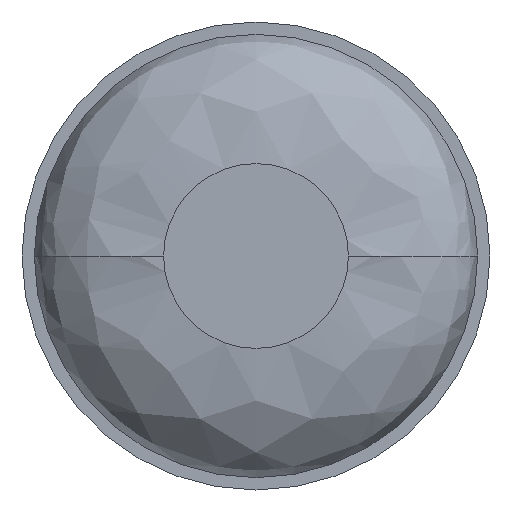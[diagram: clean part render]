
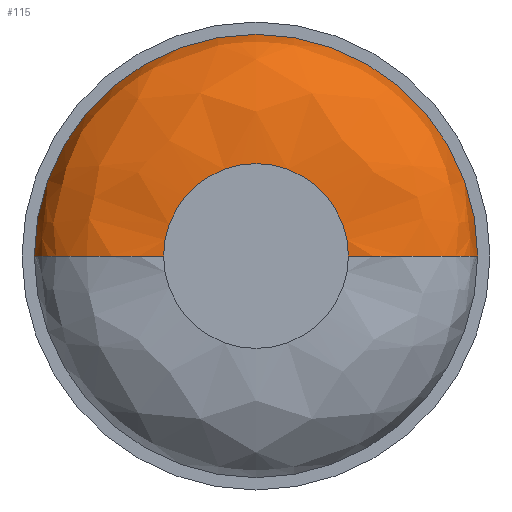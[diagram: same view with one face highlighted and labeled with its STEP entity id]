
A CAD part, left-side view. The second image highlights one B-rep face of the part: STEP entity #115.
In plain terms, the highlighted free-form (B-spline) face has degree [3, 3] with [4, 4] control points.
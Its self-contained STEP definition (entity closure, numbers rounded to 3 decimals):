
#2 = VERTEX_POINT ( 'NONE', #319 ) ;
#6 = B_SPLINE_CURVE_WITH_KNOTS ( 'NONE', 3,
 ( #277, #213, #369, #330 ),
 .UNSPECIFIED., .F., .F.,
 ( 4, 4 ),
 ( 0., 1. ),
 .UNSPECIFIED. ) ;
#8 = CARTESIAN_POINT ( 'NONE',  ( 0.02, 0.075, 0. ) ) ;
#12 = CARTESIAN_POINT ( 'NONE',  ( 0.08, -0.18, 0. ) ) ;
#32 = CARTESIAN_POINT ( 'NONE',  ( 0.017, 0.11, 0. ) ) ;
#35 = EDGE_CURVE ( 'NONE', #351, #429, #156, .T. ) ;
#42 = DIRECTION ( 'NONE',  ( -1., 0., 0. ) ) ;
#45 = EDGE_CURVE ( 'NONE', #351, #2, #6, .T. ) ;
#46 = VERTEX_POINT ( 'NONE', #291 ) ;
#55 = DIRECTION ( 'NONE',  ( 0., 0., 1. ) ) ;
#76 = AXIS2_PLACEMENT_3D ( 'NONE', #346, #42, #126 ) ;
#78 = ORIENTED_EDGE ( 'NONE', *, *, #492, .F. ) ;
#80 = CARTESIAN_POINT ( 'NONE',  ( 0.017, -0.11, 0. ) ) ;
#90 = CARTESIAN_POINT ( 'NONE',  ( 0.08, 0.18, 0. ) ) ;
#98 = CARTESIAN_POINT ( 'NONE',  ( 0.02, 0., 0. ) ) ;
#115 = ADVANCED_FACE ( 'NONE', ( #219 ), #179, .T. ) ;
#120 = CARTESIAN_POINT ( 'NONE',  ( 0.033, 0.178, 0. ) ) ;
#125 = B_SPLINE_CURVE_WITH_KNOTS ( 'NONE', 3,
 ( #216, #187, #331, #338 ),
 .UNSPECIFIED., .F., .F.,
 ( 4, 4 ),
 ( 0., 1. ),
 .UNSPECIFIED. ) ;
#126 = DIRECTION ( 'NONE',  ( 0., 0., 1. ) ) ;
#156 = CIRCLE ( 'NONE', #297, 0.075 ) ;
#159 = CARTESIAN_POINT ( 'NONE',  ( 0.033, -0.178, 0. ) ) ;
#168 = CARTESIAN_POINT ( 'NONE',  ( 0.08, -0.18, 0.36 ) ) ;
#179 =( BOUNDED_SURFACE ( )  B_SPLINE_SURFACE ( 3, 3, ( 
 ( #181, #300, #307, #8 ),
 ( #80, #237, #467, #32 ),
 ( #159, #200, #196, #120 ),
 ( #12, #168, #439, #90 ) ),
 .UNSPECIFIED., .F., .F., .T. ) 
 B_SPLINE_SURFACE_WITH_KNOTS ( ( 4, 4 ),
 ( 4, 4 ),
 ( 0., 1. ),
 ( 0., 1. ),
 .UNSPECIFIED. ) 
 GEOMETRIC_REPRESENTATION_ITEM ( )  RATIONAL_B_SPLINE_SURFACE ( (
 ( 1., 0.333, 0.333, 1.),
 ( 1., 0.333, 0.333, 1.),
 ( 1., 0.333, 0.333, 1.),
 ( 1., 0.333, 0.333, 1.) ) ) 
 REPRESENTATION_ITEM ( '' )  SURFACE ( )  );
#181 = CARTESIAN_POINT ( 'NONE',  ( 0.02, -0.075, 0. ) ) ;
#184 = CARTESIAN_POINT ( 'NONE',  ( 0.02, 0., 0. ) ) ;
#187 = CARTESIAN_POINT ( 'NONE',  ( 0.017, 0.11, 0. ) ) ;
#196 = CARTESIAN_POINT ( 'NONE',  ( 0.033, 0.178, 0.355 ) ) ;
#200 = CARTESIAN_POINT ( 'NONE',  ( 0.033, -0.178, 0.355 ) ) ;
#213 = CARTESIAN_POINT ( 'NONE',  ( 0.017, -0.11, 0. ) ) ;
#216 = CARTESIAN_POINT ( 'NONE',  ( 0.02, 0.075, 0. ) ) ;
#219 = FACE_OUTER_BOUND ( 'NONE', #260, .T. ) ;
#237 = CARTESIAN_POINT ( 'NONE',  ( 0.017, -0.11, 0.22 ) ) ;
#240 = DIRECTION ( 'NONE',  ( 0., 0., 1. ) ) ;
#251 = EDGE_CURVE ( 'NONE', #429, #46, #450, .T. ) ;
#253 = DIRECTION ( 'NONE',  ( -1., 0., 0. ) ) ;
#256 = CARTESIAN_POINT ( 'NONE',  ( 0.02, 0., 0.075 ) ) ;
#260 = EDGE_LOOP ( 'NONE', ( #432, #430, #396, #78, #385 ) ) ;
#263 = AXIS2_PLACEMENT_3D ( 'NONE', #184, #434, #240 ) ;
#274 = VERTEX_POINT ( 'NONE', #362 ) ;
#277 = CARTESIAN_POINT ( 'NONE',  ( 0.02, -0.075, 0. ) ) ;
#291 = CARTESIAN_POINT ( 'NONE',  ( 0.02, 0.075, 0. ) ) ;
#297 = AXIS2_PLACEMENT_3D ( 'NONE', #98, #253, #55 ) ;
#300 = CARTESIAN_POINT ( 'NONE',  ( 0.02, -0.075, 0.15 ) ) ;
#307 = CARTESIAN_POINT ( 'NONE',  ( 0.02, 0.075, 0.15 ) ) ;
#318 = CARTESIAN_POINT ( 'NONE',  ( 0.02, -0.075, 0. ) ) ;
#319 = CARTESIAN_POINT ( 'NONE',  ( 0.08, -0.18, 0. ) ) ;
#330 = CARTESIAN_POINT ( 'NONE',  ( 0.08, -0.18, 0. ) ) ;
#331 = CARTESIAN_POINT ( 'NONE',  ( 0.033, 0.178, 0. ) ) ;
#338 = CARTESIAN_POINT ( 'NONE',  ( 0.08, 0.18, 0. ) ) ;
#346 = CARTESIAN_POINT ( 'NONE',  ( 0.08, 0., 0. ) ) ;
#351 = VERTEX_POINT ( 'NONE', #318 ) ;
#357 = CIRCLE ( 'NONE', #76, 0.18 ) ;
#362 = CARTESIAN_POINT ( 'NONE',  ( 0.08, 0.18, 0. ) ) ;
#369 = CARTESIAN_POINT ( 'NONE',  ( 0.033, -0.178, 0. ) ) ;
#385 = ORIENTED_EDGE ( 'NONE', *, *, #251, .F. ) ;
#396 = ORIENTED_EDGE ( 'NONE', *, *, #407, .T. ) ;
#407 = EDGE_CURVE ( 'NONE', #2, #274, #357, .T. ) ;
#429 = VERTEX_POINT ( 'NONE', #256 ) ;
#430 = ORIENTED_EDGE ( 'NONE', *, *, #45, .T. ) ;
#432 = ORIENTED_EDGE ( 'NONE', *, *, #35, .F. ) ;
#434 = DIRECTION ( 'NONE',  ( -1., 0., 0. ) ) ;
#439 = CARTESIAN_POINT ( 'NONE',  ( 0.08, 0.18, 0.36 ) ) ;
#450 = CIRCLE ( 'NONE', #263, 0.075 ) ;
#467 = CARTESIAN_POINT ( 'NONE',  ( 0.017, 0.11, 0.22 ) ) ;
#492 = EDGE_CURVE ( 'NONE', #46, #274, #125, .T. ) ;
